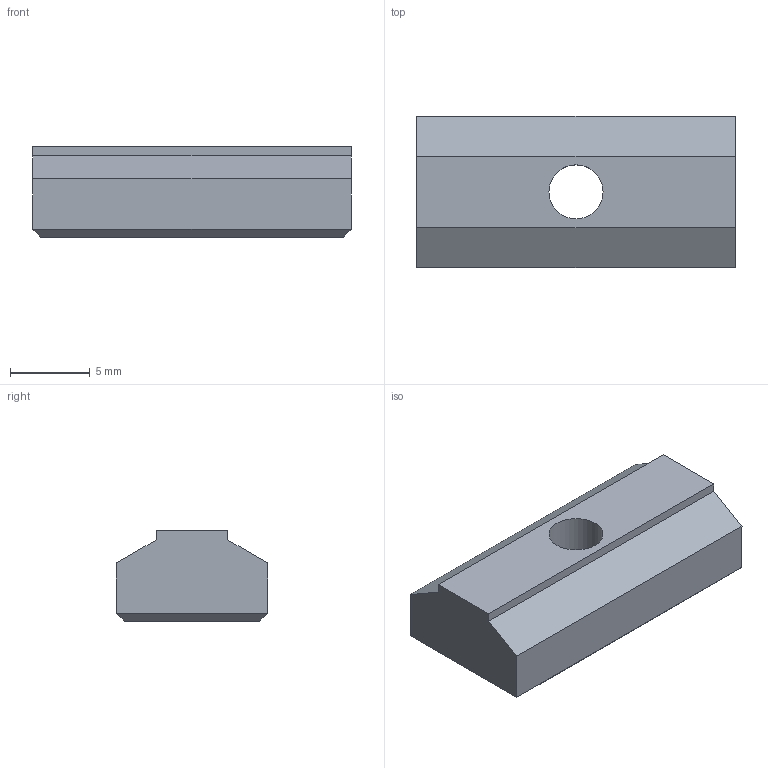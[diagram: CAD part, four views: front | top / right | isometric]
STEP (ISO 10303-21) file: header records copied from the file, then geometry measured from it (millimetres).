
FILE_DESCRIPTION(/* description */ (''),/* implementation_level */ '2;1');
FILE_NAME(/* name */ 'T-nut.step',/* time_stamp */ '2020-06-17T17:45:06-04:00',/* author */ (''),/* organization */ (''),/* preprocessor_version */ 'ST-DEVELOPER v18.1',/* originating_system */ 'Autodesk Translation Framework v9.3.0.1241',/* authorisation */ '');
FILE_SCHEMA (('AUTOMOTIVE_DESIGN { 1 0 10303 214 3 1 1 }'));
Length unit declared in the file: millimetre
Products named in the file (1): Tnut
Bounding box: 20 x 9.5 x 5.68 mm (x, y, z)
Volume: 830.9 mm3; surface area: 706.3 mm2
Topology: 1 solids, 1 shells, 28 faces, 65 edges, 40 vertices
Faces by surface type: plane 27, cylinder 1
Full cylindrical faces by diameter (mm): 3.4 x1
Entity records: 815 total; most frequent: CARTESIAN_POINT 134, ORIENTED_EDGE 130, DIRECTION 125, EDGE_CURVE 65, LINE 63, VECTOR 63, VERTEX_POINT 40, EDGE_LOOP 31
